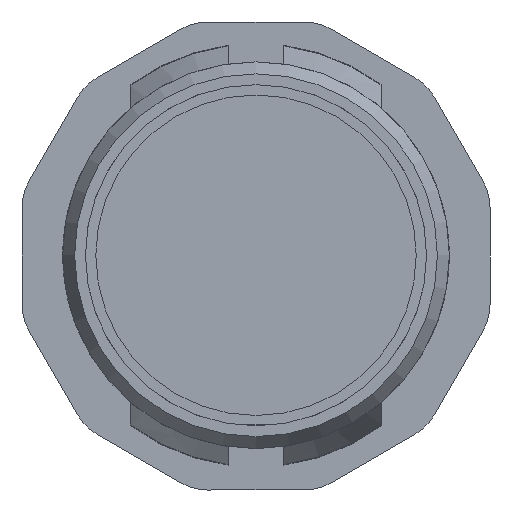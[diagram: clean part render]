
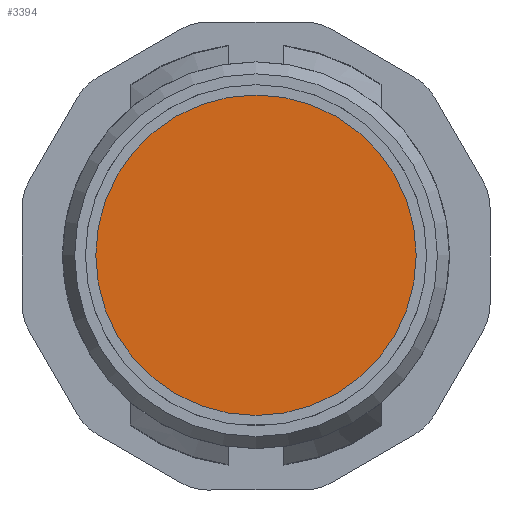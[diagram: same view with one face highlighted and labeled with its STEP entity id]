
A CAD part, front view. The second image highlights one B-rep face of the part: STEP entity #3394.
In plain terms, the highlighted planar face has unit normal (0, -1, 0).
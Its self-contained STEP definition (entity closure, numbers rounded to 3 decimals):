
#3394=ADVANCED_FACE('',(#4062),#3633,.T.);
#3633=PLANE('',#11034);
#4062=FACE_OUTER_BOUND('',#4556,.T.);
#4556=EDGE_LOOP('',(#8012));
#8012=ORIENTED_EDGE('',*,*,#10067,.F.);
#8926=VERTEX_POINT('',#18094);
#10067=EDGE_CURVE('',#8926,#8926,#10333,.T.);
#10333=CIRCLE('',#11033,20.715);
#11033=AXIS2_PLACEMENT_3D('',#18093,#13103,#13104);
#11034=AXIS2_PLACEMENT_3D('',#18095,#13105,#13106);
#13103=DIRECTION('',(0.,1.,0.));
#13104=DIRECTION('',(1.,0.,0.));
#13105=DIRECTION('',(0.,-1.,0.));
#13106=DIRECTION('',(1.,0.,0.));
#18093=CARTESIAN_POINT('',(0.,-8.,0.));
#18094=CARTESIAN_POINT('',(20.715,-8.,0.));
#18095=CARTESIAN_POINT('',(0.,-8.,-8.6));
